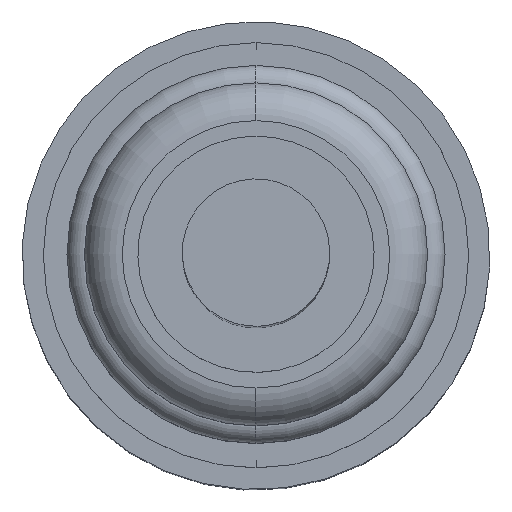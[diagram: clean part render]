
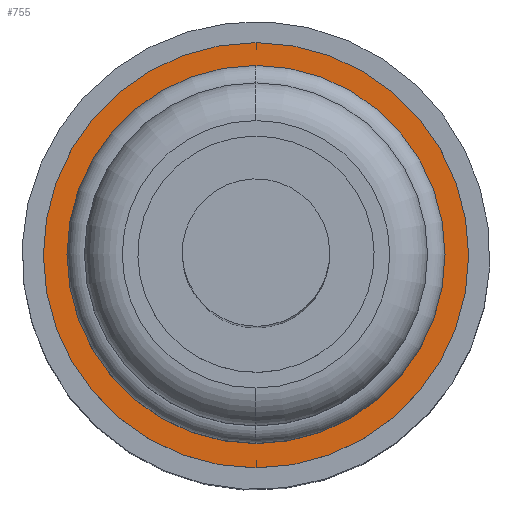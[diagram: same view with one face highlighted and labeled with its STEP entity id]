
A CAD part, top view. The second image highlights one B-rep face of the part: STEP entity #755.
In plain terms, the highlighted planar face has unit normal (0, 0, 1).
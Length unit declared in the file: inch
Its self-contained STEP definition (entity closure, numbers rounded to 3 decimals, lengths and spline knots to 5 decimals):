
#55 = VERTEX_POINT ( 'NONE', #1028 ) ;
#159 = DIRECTION ( 'NONE',  ( 0., 0., -1. ) ) ;
#166 = DIRECTION ( 'NONE',  ( 0., 1., 0. ) ) ;
#170 = DIRECTION ( 'NONE',  ( 0., 0., -1. ) ) ;
#187 = VERTEX_POINT ( 'NONE', #652 ) ;
#221 = VERTEX_POINT ( 'NONE', #463 ) ;
#236 = DIRECTION ( 'NONE',  ( 0., 1., 0. ) ) ;
#286 = PLANE ( 'NONE',  #439 ) ;
#288 = VERTEX_POINT ( 'NONE', #894 ) ;
#329 = CARTESIAN_POINT ( 'NONE',  ( 0., 0., 0.5195 ) ) ;
#439 = AXIS2_PLACEMENT_3D ( 'NONE', #600, #170, #166 ) ;
#463 = CARTESIAN_POINT ( 'NONE',  ( 0., 0.225, 0.5195 ) ) ;
#512 = DIRECTION ( 'NONE',  ( 0., 0., 1. ) ) ;
#525 = EDGE_CURVE ( 'NONE', #221, #288, #546, .T. ) ;
#546 = CIRCLE ( 'NONE', #655, 0.225 ) ;
#600 = CARTESIAN_POINT ( 'NONE',  ( 0., -0.225, 0.5195 ) ) ;
#631 = CIRCLE ( 'NONE', #712, 0.1875 ) ;
#632 = ORIENTED_EDGE ( 'NONE', *, *, #525, .F. ) ;
#652 = CARTESIAN_POINT ( 'NONE',  ( 0.1875, 0., 0.5195 ) ) ;
#655 = AXIS2_PLACEMENT_3D ( 'NONE', #744, #1157, #236 ) ;
#680 = ORIENTED_EDGE ( 'NONE', *, *, #963, .F. ) ;
#697 = ORIENTED_EDGE ( 'NONE', *, *, #945, .F. ) ;
#712 = AXIS2_PLACEMENT_3D ( 'NONE', #329, #959, #1270 ) ;
#744 = CARTESIAN_POINT ( 'NONE',  ( 0., 0., 0.5195 ) ) ;
#755 = ADVANCED_FACE ( 'NONE', ( #1095, #1108 ), #286, .F. ) ;
#832 = DIRECTION ( 'NONE',  ( -1., 0., 0. ) ) ;
#850 = DIRECTION ( 'NONE',  ( 0., 1., 0. ) ) ;
#894 = CARTESIAN_POINT ( 'NONE',  ( 0., -0.225, 0.5195 ) ) ;
#922 = EDGE_LOOP ( 'NONE', ( #632, #1009 ) ) ;
#945 = EDGE_CURVE ( 'NONE', #55, #187, #1192, .T. ) ;
#959 = DIRECTION ( 'NONE',  ( 0., 0., 1. ) ) ;
#963 = EDGE_CURVE ( 'NONE', #187, #55, #631, .T. ) ;
#969 = CIRCLE ( 'NONE', #1151, 0.225 ) ;
#1009 = ORIENTED_EDGE ( 'NONE', *, *, #1052, .F. ) ;
#1028 = CARTESIAN_POINT ( 'NONE',  ( -0.1875, 0., 0.5195 ) ) ;
#1052 = EDGE_CURVE ( 'NONE', #288, #221, #969, .T. ) ;
#1095 = FACE_BOUND ( 'NONE', #1223, .T. ) ;
#1108 = FACE_OUTER_BOUND ( 'NONE', #922, .T. ) ;
#1151 = AXIS2_PLACEMENT_3D ( 'NONE', #1288, #159, #850 ) ;
#1157 = DIRECTION ( 'NONE',  ( 0., 0., -1. ) ) ;
#1192 = CIRCLE ( 'NONE', #1256, 0.1875 ) ;
#1223 = EDGE_LOOP ( 'NONE', ( #697, #680 ) ) ;
#1226 = CARTESIAN_POINT ( 'NONE',  ( 0., 0., 0.5195 ) ) ;
#1256 = AXIS2_PLACEMENT_3D ( 'NONE', #1226, #512, #832 ) ;
#1270 = DIRECTION ( 'NONE',  ( -1., 0., 0. ) ) ;
#1288 = CARTESIAN_POINT ( 'NONE',  ( 0., 0., 0.5195 ) ) ;
